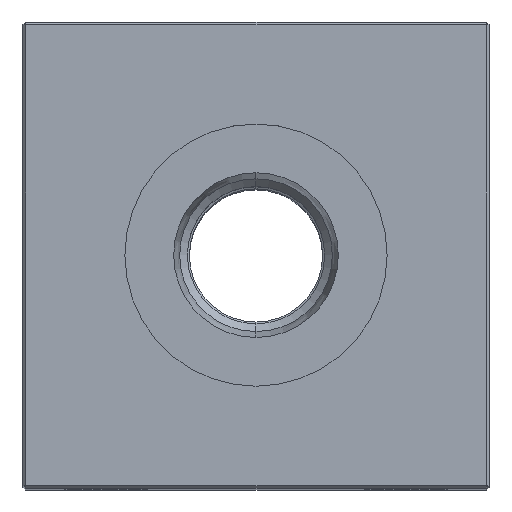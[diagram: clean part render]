
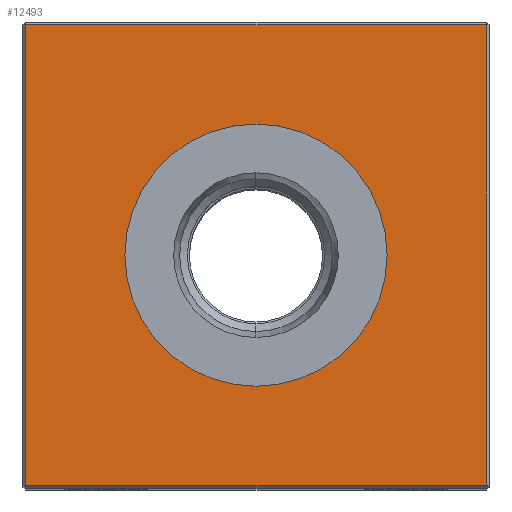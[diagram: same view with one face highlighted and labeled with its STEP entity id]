
A CAD part, top view. The second image highlights one B-rep face of the part: STEP entity #12493.
In plain terms, the highlighted planar face has unit normal (0, 0, 1).
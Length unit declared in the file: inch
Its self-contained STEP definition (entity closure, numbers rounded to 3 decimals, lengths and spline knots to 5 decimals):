
#760 = CARTESIAN_POINT ( 'NONE',  ( 0., -0.49213, 3.75 ) ) ;
#798 = DIRECTION ( 'NONE',  ( -1., 0., 0. ) ) ;
#1185 = DIRECTION ( 'NONE',  ( 0., 0., -1. ) ) ;
#1463 = DIRECTION ( 'NONE',  ( 0., 0., -1. ) ) ;
#2514 = DIRECTION ( 'NONE',  ( 0., 0., -1. ) ) ;
#2651 = CARTESIAN_POINT ( 'NONE',  ( -0.865, 0., 3.75 ) ) ;
#3128 = CARTESIAN_POINT ( 'NONE',  ( 0.865, 0.865, 3.75 ) ) ;
#4501 = DIRECTION ( 'NONE',  ( -1., 0., 0. ) ) ;
#5353 = VECTOR ( 'NONE', #12707, 39.37008 ) ;
#5721 = AXIS2_PLACEMENT_3D ( 'NONE', #15359, #1185, #798 ) ;
#8280 = ORIENTED_EDGE ( 'NONE', *, *, #17320, .T. ) ;
#9338 = VECTOR ( 'NONE', #9431, 39.37008 ) ;
#9400 = VECTOR ( 'NONE', #10726, 39.37008 ) ;
#9431 = DIRECTION ( 'NONE',  ( -1., 0., 0. ) ) ;
#9534 = DIRECTION ( 'NONE',  ( -1., 0., 0. ) ) ;
#10263 = EDGE_CURVE ( 'NONE', #19435, #20009, #26011, .T. ) ;
#10726 = DIRECTION ( 'NONE',  ( 0., -1., 0. ) ) ;
#10857 = LINE ( 'NONE', #24748, #5353 ) ;
#11272 = CARTESIAN_POINT ( 'NONE',  ( -0.865, -0.865, 3.75 ) ) ;
#11369 = EDGE_LOOP ( 'NONE', ( #25750, #25973 ) ) ;
#11529 = CARTESIAN_POINT ( 'NONE',  ( 0., 0., 3.75 ) ) ;
#11600 = LINE ( 'NONE', #15708, #15580 ) ;
#12181 = CARTESIAN_POINT ( 'NONE',  ( 0., 0.49213, 3.75 ) ) ;
#12426 = EDGE_CURVE ( 'NONE', #25168, #24996, #10857, .T. ) ;
#12493 = ADVANCED_FACE ( 'NONE', ( #22638, #16826 ), #21048, .F. ) ;
#12707 = DIRECTION ( 'NONE',  ( 1., 0., 0. ) ) ;
#13592 = CARTESIAN_POINT ( 'NONE',  ( -0.865, 0.865, 3.75 ) ) ;
#13808 = ORIENTED_EDGE ( 'NONE', *, *, #12426, .T. ) ;
#14705 = CARTESIAN_POINT ( 'NONE',  ( 0., 0., 3.75 ) ) ;
#15359 = CARTESIAN_POINT ( 'NONE',  ( 0., 0., 3.75 ) ) ;
#15580 = VECTOR ( 'NONE', #15838, 39.37008 ) ;
#15708 = CARTESIAN_POINT ( 'NONE',  ( 0.865, 0., 3.75 ) ) ;
#15838 = DIRECTION ( 'NONE',  ( 0., 1., 0. ) ) ;
#16158 = EDGE_CURVE ( 'NONE', #20009, #19435, #18308, .T. ) ;
#16826 = FACE_BOUND ( 'NONE', #11369, .T. ) ;
#17320 = EDGE_CURVE ( 'NONE', #23112, #25168, #18686, .T. ) ;
#18308 = CIRCLE ( 'NONE', #18758, 0.49213 ) ;
#18686 = LINE ( 'NONE', #2651, #9400 ) ;
#18751 = ORIENTED_EDGE ( 'NONE', *, *, #24765, .T. ) ;
#18758 = AXIS2_PLACEMENT_3D ( 'NONE', #11529, #1463, #9534 ) ;
#19435 = VERTEX_POINT ( 'NONE', #760 ) ;
#19630 = CARTESIAN_POINT ( 'NONE',  ( 0., 0.865, 3.75 ) ) ;
#20009 = VERTEX_POINT ( 'NONE', #12181 ) ;
#20205 = AXIS2_PLACEMENT_3D ( 'NONE', #14705, #2514, #4501 ) ;
#20574 = EDGE_LOOP ( 'NONE', ( #8280, #13808, #21159, #18751 ) ) ;
#21048 = PLANE ( 'NONE',  #20205 ) ;
#21159 = ORIENTED_EDGE ( 'NONE', *, *, #21296, .T. ) ;
#21296 = EDGE_CURVE ( 'NONE', #24996, #24332, #11600, .T. ) ;
#22638 = FACE_OUTER_BOUND ( 'NONE', #20574, .T. ) ;
#23045 = CARTESIAN_POINT ( 'NONE',  ( 0.865, -0.865, 3.75 ) ) ;
#23112 = VERTEX_POINT ( 'NONE', #13592 ) ;
#24332 = VERTEX_POINT ( 'NONE', #3128 ) ;
#24748 = CARTESIAN_POINT ( 'NONE',  ( 0., -0.865, 3.75 ) ) ;
#24765 = EDGE_CURVE ( 'NONE', #24332, #23112, #25707, .T. ) ;
#24996 = VERTEX_POINT ( 'NONE', #23045 ) ;
#25168 = VERTEX_POINT ( 'NONE', #11272 ) ;
#25707 = LINE ( 'NONE', #19630, #9338 ) ;
#25750 = ORIENTED_EDGE ( 'NONE', *, *, #16158, .T. ) ;
#25973 = ORIENTED_EDGE ( 'NONE', *, *, #10263, .T. ) ;
#26011 = CIRCLE ( 'NONE', #5721, 0.49213 ) ;
